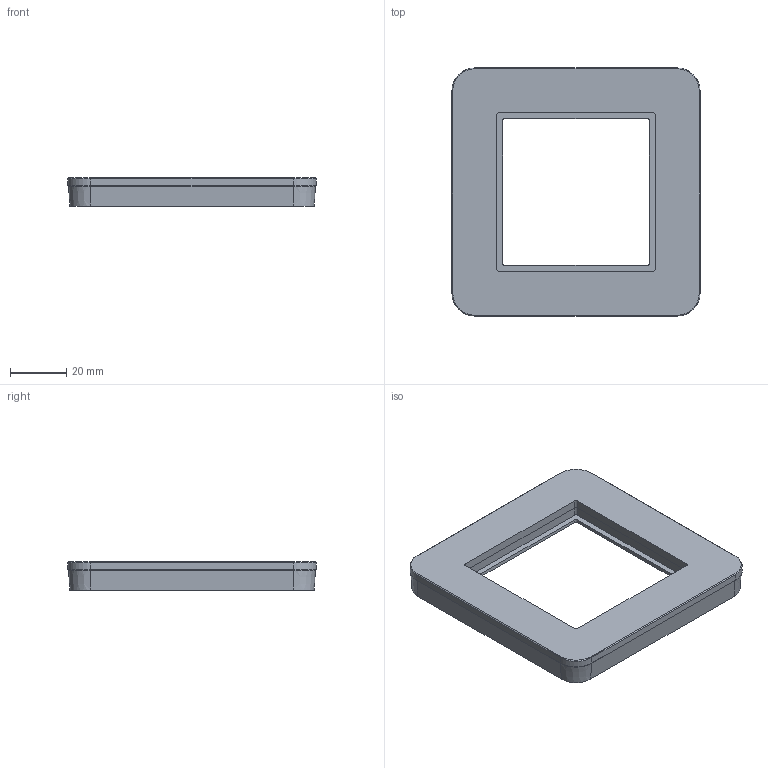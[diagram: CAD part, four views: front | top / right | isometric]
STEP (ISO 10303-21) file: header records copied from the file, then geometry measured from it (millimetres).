
FILE_DESCRIPTION((''),'2;1');
FILE_NAME('WAD9100GBM_ASM','2025-02-24T11:39:16',('andolfs'),(''),'CREO PARAMETRIC BY PTC INC, 2023154','CREO PARAMETRIC BY PTC INC, 2023154','');
FILE_SCHEMA(('CONFIG_CONTROL_DESIGN','SHAPE_APPEARANCE_LAYERS_GROUPS'));
Products named in the file (7): W4G0211_18; W4H0007_18; W1A2404_86; W1A2409_GP; 9204676000_KLEBEPAD; W2A0576_00_ASM; WAD9100GBM_ASM
Assembly tree (6 placements, depth 3):
  WAD9100GBM_ASM
    W4G0211_18
    W2A0576_00_ASM
      W4H0007_18
      W1A2404_86
      W1A2409_GP
      9204676000_KLEBEPAD
Bounding box: 88 x 88 x 10 mm (x, y, z)
Volume: 26737.8 mm3; surface area: 31470.5 mm2
Topology: 3 solids, 3 shells, 1953 faces, 5251 edges, 3426 vertices
Faces by surface type: plane 811, extrusion 782, cylinder 206, bspline 118, cone 22, torus 10, revolution 4
Entity records: 110260 total; most frequent: CARTESIAN_POINT 33427, ORIENTED_EDGE 10502, PRESENTATION_STYLE_ASSIGNMENT 7926, STYLED_ITEM 7926, DIRECTION 6581, CURVE_STYLE 5989, EDGE_CURVE 5251, VECTOR 3817
